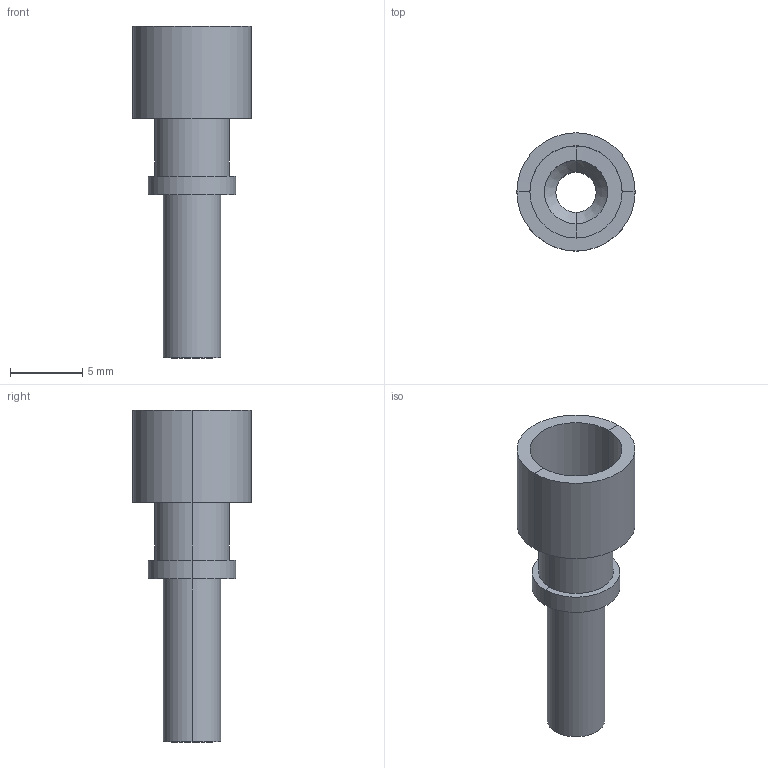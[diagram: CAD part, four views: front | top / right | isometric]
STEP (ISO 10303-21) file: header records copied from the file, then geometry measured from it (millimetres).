
FILE_DESCRIPTION(('HOOPS Exchange Step'),'2;1');
FILE_NAME('export-6157B2E9-0E37-4EA7-B64F-F05E52E254CB.stp','2022-10-17T17:22:59+02:00',('Engineering'),('Alibre'),'HOOPS Exchange 2021.0','Alibre','Unknown authorisation');
FILE_SCHEMA( ('AP242_MANAGED_MODEL_BASED_3D_ENGINEERING_MIM_LF {1 0 10303 442 1 1 4 }') );
Length unit declared in the file: millimetre
Products named in the file (2): 6083-1 Pneumatic contact - HC-M-PN3-4,00-BU - 1663530; 6083 Pneumatic contact - HC-M-PN3-4,00-BU - 1663530
Assembly tree (1 placements, depth 2):
  6083 Pneumatic contact - HC-M-PN3-4,00-BU - 1663530
    6083-1 Pneumatic contact - HC-M-PN3-4,00-BU - 1663530
Bounding box: 8.2 x 8.2 x 23.03 mm (x, y, z)
Volume: 273.4 mm3; surface area: 791.2 mm2
Topology: 1 solids, 1 shells, 28 faces, 76 edges, 48 vertices
Faces by surface type: cylinder 14, bspline 12, cone 2
Entity records: 1168 total; most frequent: CARTESIAN_POINT 385, DIRECTION 166, ORIENTED_EDGE 152, EDGE_CURVE 76, AXIS2_PLACEMENT_3D 69, VERTEX_POINT 48, CIRCLE 48, VECTOR 28
